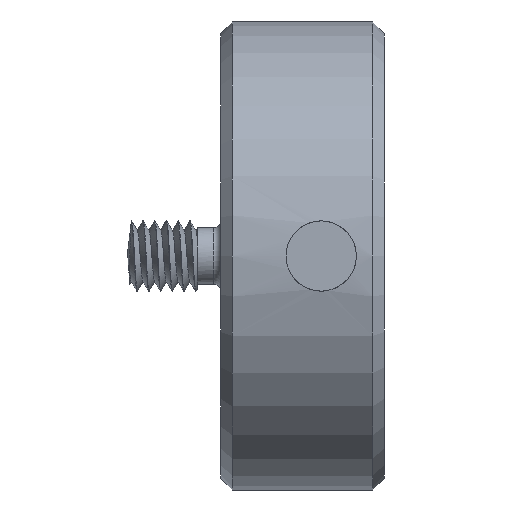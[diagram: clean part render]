
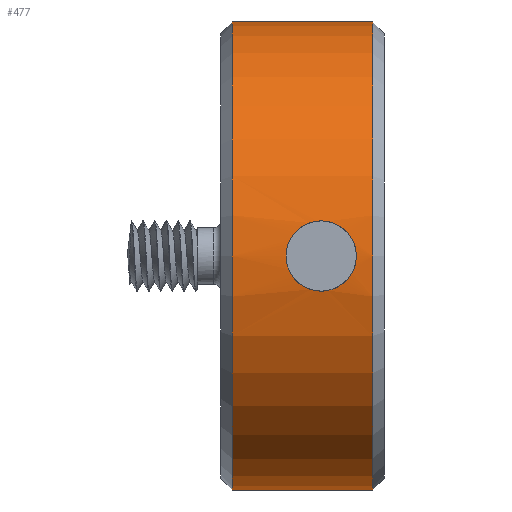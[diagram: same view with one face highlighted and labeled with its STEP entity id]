
A CAD part, left-side view. The second image highlights one B-rep face of the part: STEP entity #477.
In plain terms, the highlighted cylindrical face has radius 10 mm (diameter 20 mm), a full revolution.
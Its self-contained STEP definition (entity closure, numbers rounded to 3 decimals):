
#23=FACE_BOUND('',#82,.T.);
#54=FACE_OUTER_BOUND('',#81,.T.);
#81=EDGE_LOOP('',(#394,#395,#396,#397,#398,#399));
#82=EDGE_LOOP('',(#400));
#114=CIRCLE('',#534,10.);
#115=CIRCLE('',#535,10.);
#118=CIRCLE('',#539,10.);
#119=CIRCLE('',#540,10.);
#138=B_SPLINE_CURVE_WITH_KNOTS('',3,(#1099,#1100,#1101,#1102,#1103,#1104,
#1105,#1106,#1107,#1108,#1109,#1110,#1111,#1112,#1113,#1114,#1115,#1116,
#1117,#1118,#1119,#1120,#1121,#1122,#1123,#1124,#1125,#1126,#1127,#1128,
#1129,#1130,#1131,#1132),.UNSPECIFIED.,.T.,.F.,(4,2,2,2,2,2,2,2,2,2,2,2,
2,2,2,2,4),(-0.906,-0.849,-0.792,-0.736,
-0.679,-0.623,-0.566,-0.509,
-0.453,-0.396,-0.34,-0.283,
-0.226,-0.17,-0.113,-0.057,
0.),.UNSPECIFIED.);
#163=LINE('',#1306,#180);
#180=VECTOR('',#678,10.);
#195=VERTEX_POINT('',#1098);
#217=VERTEX_POINT('',#1188);
#218=VERTEX_POINT('',#1189);
#221=VERTEX_POINT('',#1198);
#222=VERTEX_POINT('',#1199);
#251=EDGE_CURVE('',#195,#195,#138,.T.);
#278=EDGE_CURVE('',#217,#218,#114,.T.);
#279=EDGE_CURVE('',#218,#217,#115,.T.);
#283=EDGE_CURVE('',#221,#222,#118,.T.);
#284=EDGE_CURVE('',#222,#221,#119,.T.);
#297=EDGE_CURVE('',#217,#222,#163,.T.);
#394=ORIENTED_EDGE('',*,*,#278,.T.);
#395=ORIENTED_EDGE('',*,*,#279,.T.);
#396=ORIENTED_EDGE('',*,*,#297,.T.);
#397=ORIENTED_EDGE('',*,*,#284,.T.);
#398=ORIENTED_EDGE('',*,*,#283,.T.);
#399=ORIENTED_EDGE('',*,*,#297,.F.);
#400=ORIENTED_EDGE('',*,*,#251,.T.);
#457=CYLINDRICAL_SURFACE('',#550,10.);
#477=ADVANCED_FACE('',(#54,#23),#457,.T.);
#534=AXIS2_PLACEMENT_3D('',#1190,#641,#642);
#535=AXIS2_PLACEMENT_3D('',#1191,#643,#644);
#539=AXIS2_PLACEMENT_3D('',#1200,#652,#653);
#540=AXIS2_PLACEMENT_3D('',#1201,#654,#655);
#550=AXIS2_PLACEMENT_3D('',#1305,#676,#677);
#641=DIRECTION('center_axis',(0.,-1.,0.));
#642=DIRECTION('ref_axis',(0.,0.,-1.));
#643=DIRECTION('center_axis',(0.,-1.,0.));
#644=DIRECTION('ref_axis',(0.,0.,-1.));
#652=DIRECTION('center_axis',(0.,1.,0.));
#653=DIRECTION('ref_axis',(0.,0.,1.));
#654=DIRECTION('center_axis',(0.,1.,0.));
#655=DIRECTION('ref_axis',(0.,0.,1.));
#676=DIRECTION('center_axis',(0.,1.,0.));
#677=DIRECTION('ref_axis',(0.,0.,1.));
#678=DIRECTION('',(0.,-1.,0.));
#1098=CARTESIAN_POINT('',(-9.887,2.7,1.5));
#1099=CARTESIAN_POINT('Ctrl Pts',(-9.887,2.7,-1.5));
#1100=CARTESIAN_POINT('Ctrl Pts',(-9.887,2.889,-1.5));
#1101=CARTESIAN_POINT('Ctrl Pts',(-9.893,3.09,-1.462));
#1102=CARTESIAN_POINT('Ctrl Pts',(-9.914,3.459,-1.309));
#1103=CARTESIAN_POINT('Ctrl Pts',(-9.929,3.628,-1.194));
#1104=CARTESIAN_POINT('Ctrl Pts',(-9.958,3.894,-0.928));
#1105=CARTESIAN_POINT('Ctrl Pts',(-9.973,4.009,-0.759));
#1106=CARTESIAN_POINT('Ctrl Pts',(-9.994,4.162,-0.39));
#1107=CARTESIAN_POINT('Ctrl Pts',(-10.,4.2,-0.189));
#1108=CARTESIAN_POINT('Ctrl Pts',(-10.,4.2,0.189));
#1109=CARTESIAN_POINT('Ctrl Pts',(-9.994,4.162,0.39));
#1110=CARTESIAN_POINT('Ctrl Pts',(-9.973,4.009,0.759));
#1111=CARTESIAN_POINT('Ctrl Pts',(-9.958,3.894,0.928));
#1112=CARTESIAN_POINT('Ctrl Pts',(-9.929,3.628,1.194));
#1113=CARTESIAN_POINT('Ctrl Pts',(-9.914,3.459,1.309));
#1114=CARTESIAN_POINT('Ctrl Pts',(-9.893,3.09,1.462));
#1115=CARTESIAN_POINT('Ctrl Pts',(-9.887,2.889,1.5));
#1116=CARTESIAN_POINT('Ctrl Pts',(-9.887,2.511,1.5));
#1117=CARTESIAN_POINT('Ctrl Pts',(-9.893,2.31,1.462));
#1118=CARTESIAN_POINT('Ctrl Pts',(-9.914,1.941,1.309));
#1119=CARTESIAN_POINT('Ctrl Pts',(-9.929,1.772,1.194));
#1120=CARTESIAN_POINT('Ctrl Pts',(-9.958,1.506,0.928));
#1121=CARTESIAN_POINT('Ctrl Pts',(-9.973,1.391,0.759));
#1122=CARTESIAN_POINT('Ctrl Pts',(-9.994,1.238,0.39));
#1123=CARTESIAN_POINT('Ctrl Pts',(-10.,1.2,0.189));
#1124=CARTESIAN_POINT('Ctrl Pts',(-10.,1.2,-0.189));
#1125=CARTESIAN_POINT('Ctrl Pts',(-9.994,1.238,-0.39));
#1126=CARTESIAN_POINT('Ctrl Pts',(-9.973,1.391,-0.759));
#1127=CARTESIAN_POINT('Ctrl Pts',(-9.958,1.506,-0.928));
#1128=CARTESIAN_POINT('Ctrl Pts',(-9.929,1.772,-1.194));
#1129=CARTESIAN_POINT('Ctrl Pts',(-9.914,1.941,-1.309));
#1130=CARTESIAN_POINT('Ctrl Pts',(-9.893,2.31,-1.462));
#1131=CARTESIAN_POINT('Ctrl Pts',(-9.887,2.511,-1.5));
#1132=CARTESIAN_POINT('Ctrl Pts',(-9.887,2.7,-1.5));
#1188=CARTESIAN_POINT('',(0.,6.5,-10.));
#1189=CARTESIAN_POINT('',(0.,6.5,10.));
#1190=CARTESIAN_POINT('Origin',(0.,6.5,0.));
#1191=CARTESIAN_POINT('Origin',(0.,6.5,0.));
#1198=CARTESIAN_POINT('',(0.,0.5,10.));
#1199=CARTESIAN_POINT('',(0.,0.5,-10.));
#1200=CARTESIAN_POINT('Origin',(0.,0.5,0.));
#1201=CARTESIAN_POINT('Origin',(0.,0.5,0.));
#1305=CARTESIAN_POINT('Origin',(0.,11.,0.));
#1306=CARTESIAN_POINT('',(0.,11.,-10.));
